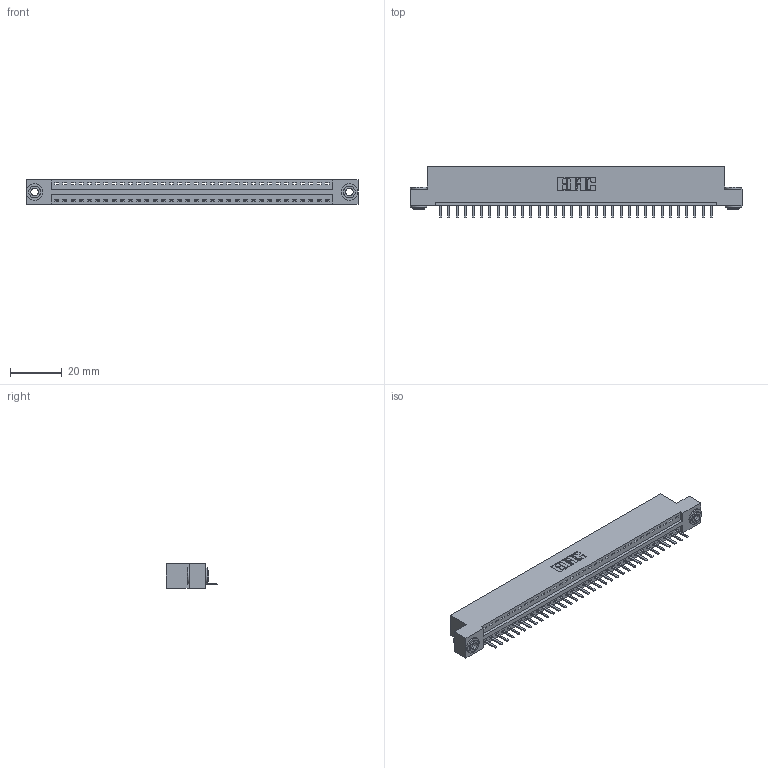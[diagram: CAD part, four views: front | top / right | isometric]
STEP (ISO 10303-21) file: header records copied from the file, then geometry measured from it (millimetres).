
FILE_DESCRIPTION (( 'STEP AP203' ), '1' );
FILE_NAME ('346-034-520-103.STEP', '2022-05-06T20:48:59', ( '' ), ( '' ), 'SwSTEP 2.0', 'SolidWorks 2020', '' );
FILE_SCHEMA (( 'CONFIG_CONTROL_DESIGN' ));
Length unit declared in the file: inch
Products named in the file (4): 346 Part_Flush Mounting Lugs - 0.156 Dia-TH; 345-250-002_345-250-002-102; 346-034-520-103; 345-292-001_345-293-120
Assembly tree (37 placements, depth 2):
  346-034-520-103
    346 Part_Flush Mounting Lugs - 0.156 Dia-TH
    345-292-001_345-293-120  x34
    345-250-002_345-250-002-102  x2
Bounding box: 128.52 x 20.02 x 9.4 mm (x, y, z)
Volume: 12151 mm3; surface area: 15025.8 mm2
Topology: 37 solids, 37 shells, 2282 faces, 6697 edges, 4370 vertices
Faces by surface type: plane 1528, cylinder 746, cone 8
Entity records: 23358 total; most frequent: CARTESIAN_POINT 3999, ORIENTED_EDGE 3946, DIRECTION 3555, EDGE_CURVE 1973, VECTOR 1677, LINE 1677, VERTEX_POINT 1310, AXIS2_PLACEMENT_3D 939
